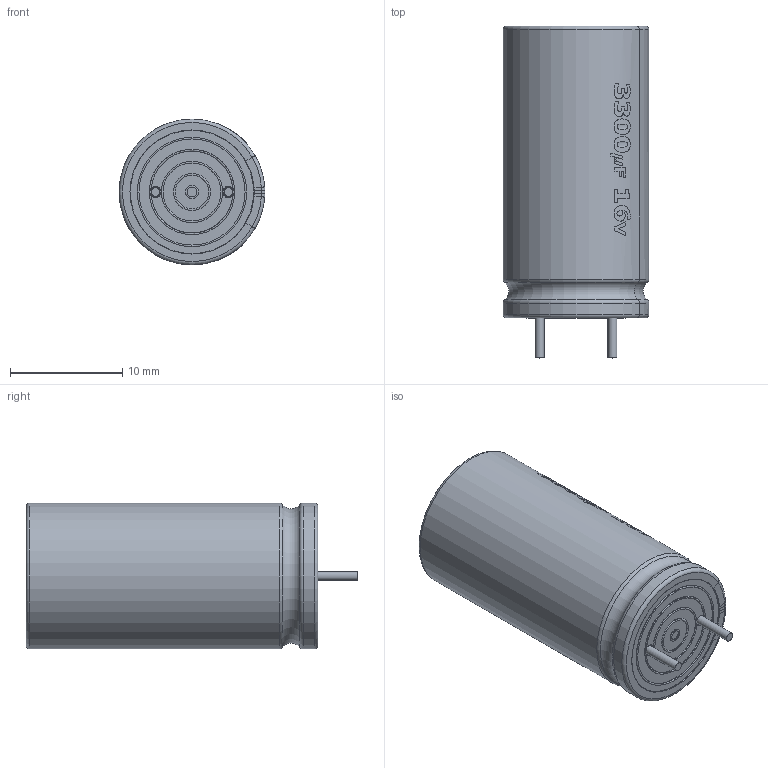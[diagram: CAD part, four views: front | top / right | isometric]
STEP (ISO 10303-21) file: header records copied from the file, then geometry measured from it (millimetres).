
FILE_DESCRIPTION(/* description */ (''),/* implementation_level */ '2;1');
FILE_NAME(/* name */ '3300uF 16V electr -13x26mm -P.diameter 6.5mm.stp',/* time_stamp */ '2022-03-11T22:46:51+01:00',/* author */ ('JOSE LUIS'),/* organization */ (''),/* preprocessor_version */ 'ST-DEVELOPER v18',/* originating_system */ 'Autodesk Inventor 2020',/* authorisation */ '');
FILE_SCHEMA (('AUTOMOTIVE_DESIGN { 1 0 10303 214 3 1 1 }'));
Length unit declared in the file: millimetre
Products named in the file (1): 3300uF 16V electr -13x26mm -P.diameter 6.5mm
Bounding box: 13 x 29.57 x 13 mm (x, y, z)
Volume: 3409.4 mm3; surface area: 1368.3 mm2
Topology: 3 solids, 3 shells, 122 faces, 533 edges, 444 vertices
Faces by surface type: cylinder 59, plane 38, torus 25
Full cylindrical faces by diameter (mm): 0.8 x2, 0.85 x1, 1 x2, 1.15 x1, 3 x1, 3.3 x1, 5.15 x1, 5.45 x1, 7.6 x1, 9.45 x1, 9.75 x1, 11 x2
Entity records: 6985 total; most frequent: CARTESIAN_POINT 2263, ORIENTED_EDGE 1066, DIRECTION 865, EDGE_CURVE 533, VERTEX_POINT 444, AXIS2_PLACEMENT_3D 357, CIRCLE 230, EDGE_LOOP 153
